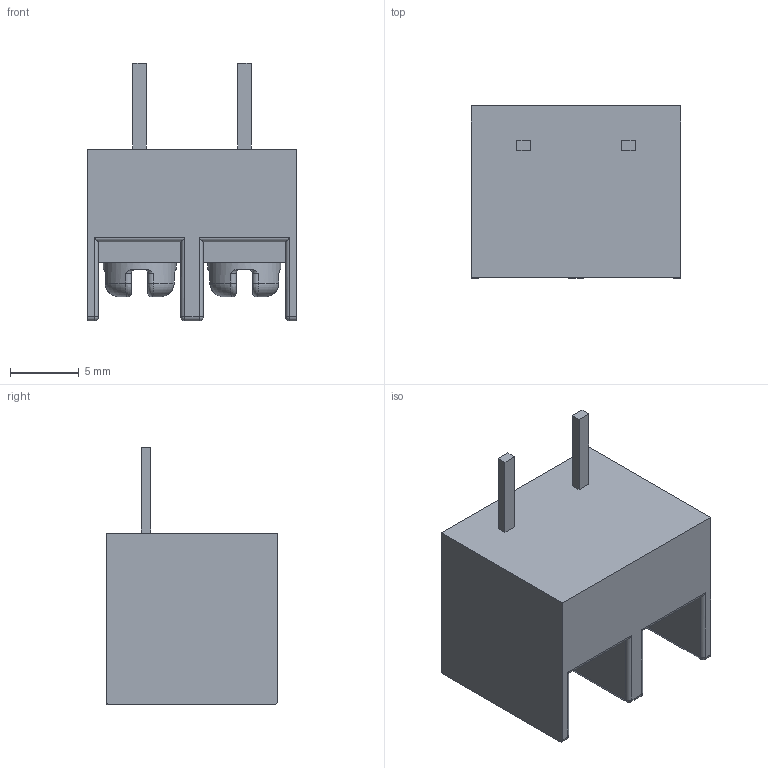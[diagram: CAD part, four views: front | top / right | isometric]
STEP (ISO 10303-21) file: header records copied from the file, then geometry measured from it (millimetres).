
FILE_DESCRIPTION (( 'STEP AP214' ), '1' );
FILE_NAME ('User Library-7.62-2P.STEP', '2018-01-01T19:48:45', ( '' ), ( '' ), 'SwSTEP 2.0', 'SolidWorks 2018', '' );
FILE_SCHEMA (( 'AUTOMOTIVE_DESIGN' ));
Length unit declared in the file: millimetre
Products named in the file (1): User Library-7.62-2P
Bounding box: 15.24 x 12.5 x 18.75 mm (x, y, z)
Volume: 1698.4 mm3; surface area: 1355.7 mm2
Topology: 1 solids, 1 shells, 193 faces, 471 edges, 278 vertices
Faces by surface type: cylinder 77, plane 66, torus 28, bspline 16, sphere 6
Entity records: 7815 total; most frequent: CARTESIAN_POINT 1819, ORIENTED_EDGE 930, DIRECTION 889, EDGE_CURVE 465, AXIS2_PLACEMENT_3D 324, VERTEX_POINT 278, VECTOR 241, LINE 241
